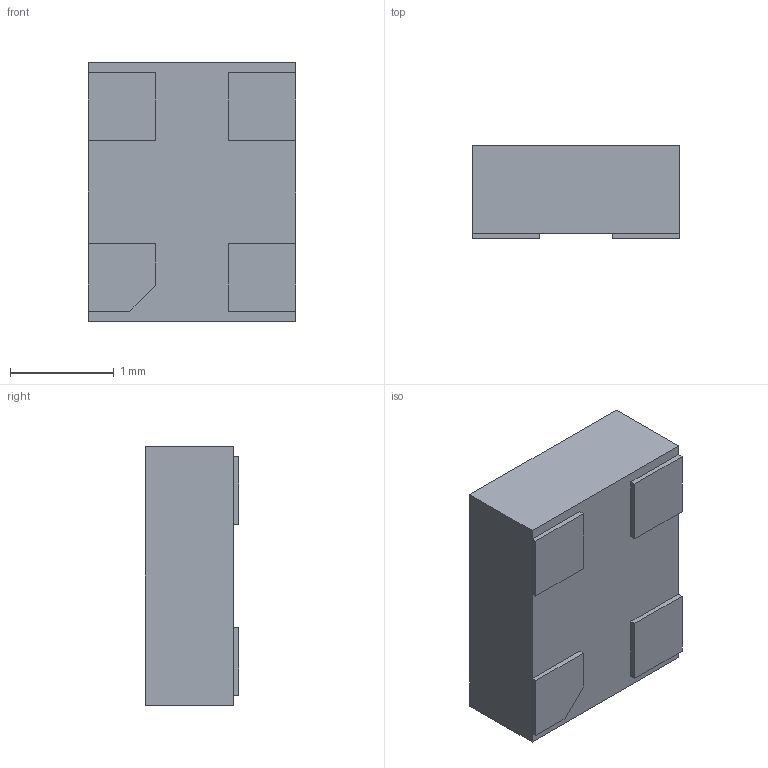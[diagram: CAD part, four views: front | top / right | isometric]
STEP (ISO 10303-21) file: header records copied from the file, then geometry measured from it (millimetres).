
FILE_DESCRIPTION (( 'STEP AP214' ), '1' );
FILE_NAME ('DSC1001DI2-037.1250.STEP', '2020-04-14T18:39:26', ( '' ), ( '' ), 'SwSTEP 2.0', 'SolidWorks 2017', '' );
FILE_SCHEMA (( 'AUTOMOTIVE_DESIGN' ));
Length unit declared in the file: millimetre
Products named in the file (1): DSC1001DI2-037.1250
Bounding box: 2 x 0.9 x 2.5 mm (x, y, z)
Volume: 4.3 mm3; surface area: 21.6 mm2
Topology: 6 solids, 6 shells, 38 faces, 75 edges, 50 vertices
Faces by surface type: plane 34, cylinder 4
Entity records: 1046 total; most frequent: CARTESIAN_POINT 164, DIRECTION 161, ORIENTED_EDGE 150, EDGE_CURVE 75, VECTOR 67, LINE 67, VERTEX_POINT 50, AXIS2_PLACEMENT_3D 47
